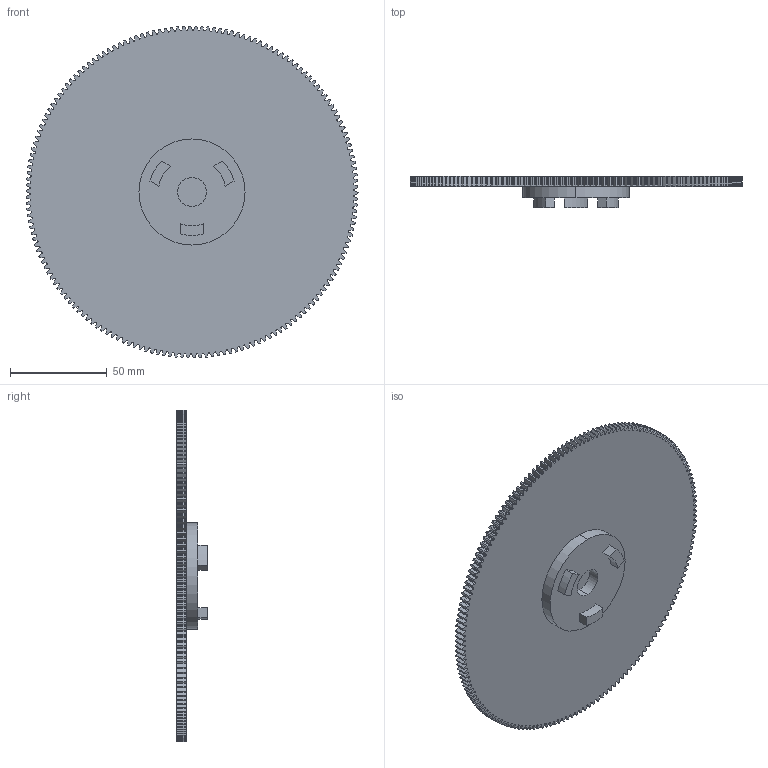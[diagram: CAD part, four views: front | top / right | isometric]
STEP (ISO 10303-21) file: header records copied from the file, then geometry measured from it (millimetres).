
FILE_DESCRIPTION(/* description */ ('STEP AP242','CAx-IF Rec.Pracs.---Representation and Presentation of Product Manufacturing Information (PMI)---4.0---2014-10-13','CAx-IF Rec.Pracs.---3D Tessellated Geometry---0.4---2014-09-14','2;1'),/* implementation_level */ '2;1');
FILE_NAME(/* name */ '68f7090c58710dee7f49ea0f',/* time_stamp */ '2025-10-21T04:16:21Z',/* author */ (''),/* organization */ (''),/* preprocessor_version */ 'ST-DEVELOPER v20',/* originating_system */ 'ONSHAPE BY PTC INC, 1.205',/* authorisation */ ' ');
FILE_SCHEMA (('AP242_MANAGED_MODEL_BASED_3D_ENGINEERING_MIM_LF { 1 0 10303 442 1 1 4 }'));
Length unit declared in the file: metre
Products named in the file (1): Spur gear (170 teeth)
Bounding box: 172 x 16 x 171.99 mm (x, y, z)
Volume: 127440.4 mm3; surface area: 52426.7 mm2
Topology: 1 solids, 1 shells, 1043 faces, 3120 edges, 2084 vertices
Faces by surface type: bspline 1043
Entity records: 39886 total; most frequent: CARTESIAN_POINT 14521, ORIENTED_EDGE 6240, DIRECTION 4850, EDGE_CURVE 3120, VERTEX_POINT 2084, AXIS2_PLACEMENT_3D 2073, CIRCLE 2072, EDGE_LOOP 1048
